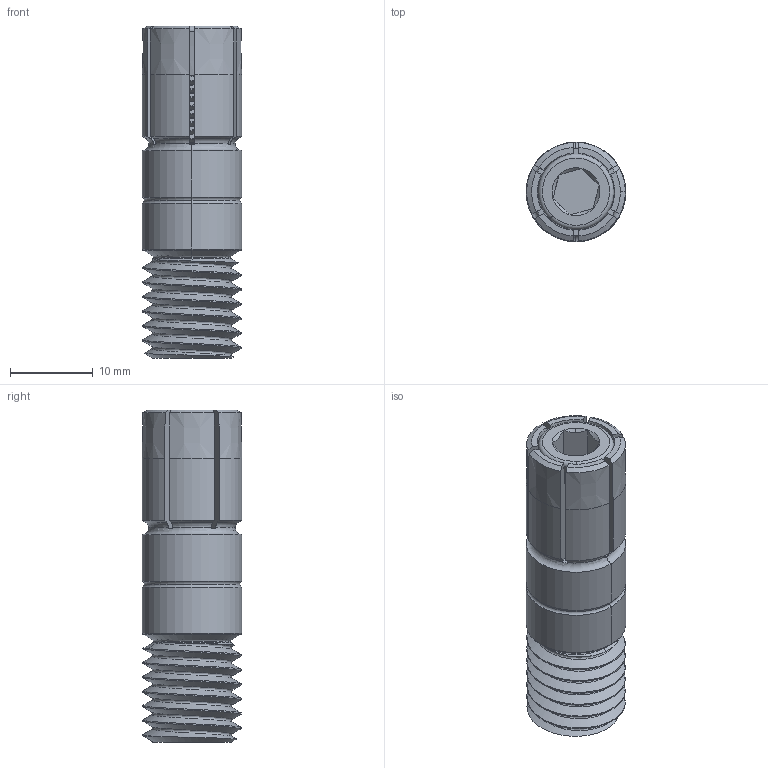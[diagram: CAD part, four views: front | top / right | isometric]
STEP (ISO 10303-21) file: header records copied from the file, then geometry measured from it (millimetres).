
FILE_DESCRIPTION (( 'STEP AP214' ), '1' );
FILE_NAME ('38850.STEP', '2016-02-25T14:38:35', ( 'Mike W' ), ( '' ), 'SwSTEP 2.0', 'SolidWorks 2015', '' );
FILE_SCHEMA (( 'AUTOMOTIVE_DESIGN' ));
Length unit declared in the file: inch
Products named in the file (3): 38010_38010; 388501_388501; 38850
Assembly tree (2 placements, depth 2):
  38850
    388501_388501
    38010_38010
Bounding box: 12 x 12 x 40 mm (x, y, z)
Volume: 3681.5 mm3; surface area: 4180.8 mm2
Topology: 2 solids, 2 shells, 287 faces, 811 edges, 529 vertices
Faces by surface type: cylinder 149, plane 53, cone 49, torus 31, bspline 5
Entity records: 15972 total; most frequent: CARTESIAN_POINT 9341, ORIENTED_EDGE 1622, DIRECTION 1142, EDGE_CURVE 811, VERTEX_POINT 529, AXIS2_PLACEMENT_3D 447, EDGE_LOOP 290, ADVANCED_FACE 287
